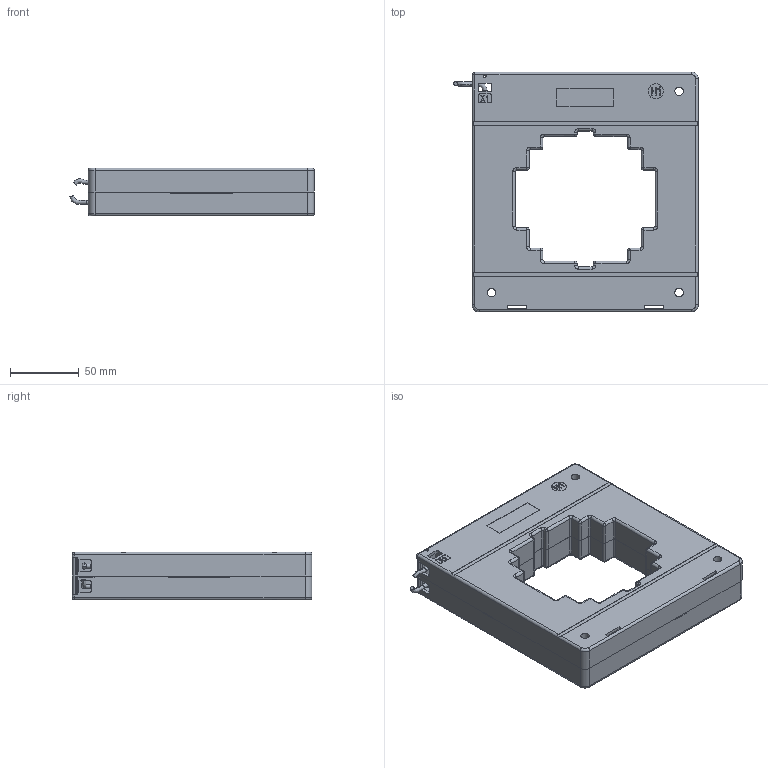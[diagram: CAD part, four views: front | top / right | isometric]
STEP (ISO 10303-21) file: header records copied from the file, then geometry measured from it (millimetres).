
FILE_DESCRIPTION(/* description */ ('STEP AP214'),/* implementation_level */ '2;1');
FILE_NAME(/* name */ 'AcuCT S433 (SCTH34Y-100)_customer version.step',/* time_stamp */ '2025-06-06T16:52:04-04:00',/* author */ (''),/* organization */ (''),/* preprocessor_version */ 'ST-DEVELOPER v20.1',/* originating_system */ 'Autodesk Translation Framework v14.10.0.0',/* authorisation */ '');
FILE_SCHEMA (('AUTOMOTIVE_DESIGN { 1 0 10303 214 3 1 1 }'));
Length unit declared in the file: millimetre
Products named in the file (7): S433ZX; S433ZX(2)^S433ZX; ^S433ZX(2)_S433ZX; ^_S433ZX(2)_S433ZX; 复件 (2) ^_S433ZX(2)_S433ZX; 复件 (3) ^_S433ZX(2)_S433ZX; 出线块ZX.step(2)^S433ZX(2)_S433ZX
Assembly tree (6 placements, depth 4):
  S433ZX
    S433ZX(2)^S433ZX
      ^S433ZX(2)_S433ZX
        ^_S433ZX(2)_S433ZX
        复件 (2) ^_S433ZX(2)_S433ZX
        复件 (3) ^_S433ZX(2)_S433ZX
      出线块ZX.step(2)^S433ZX(2)_S433ZX
Bounding box: 178.49 x 175 x 35 mm (x, y, z)
Volume: 563923.2 mm3; surface area: 189999.6 mm2
Topology: 4 solids, 5 shells, 1446 faces, 3834 edges, 2413 vertices
Faces by surface type: plane 878, cylinder 418, cone 68, torus 42, bspline 40
Full cylindrical faces by diameter (mm): 1.8 x2, 1.9 x2, 2 x4, 2.1 x2, 3 x6, 5.2 x2, 6.2 x6, 7.7 x3, 7.8 x3, 9.2 x3, 11 x2
Entity records: 50622 total; most frequent: CARTESIAN_POINT 14291, ORIENTED_EDGE 7620, DIRECTION 7478, EDGE_CURVE 3810, LINE 2782, VECTOR 2782, VERTEX_POINT 2413, AXIS2_PLACEMENT_3D 2348
